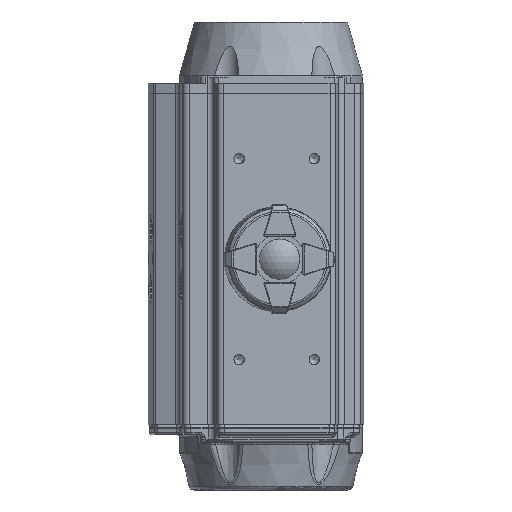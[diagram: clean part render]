
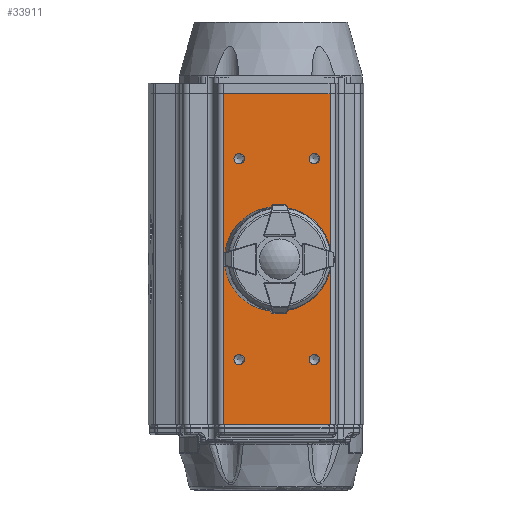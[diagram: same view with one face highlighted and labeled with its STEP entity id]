
A CAD part, left-side view. The second image highlights one B-rep face of the part: STEP entity #33911.
In plain terms, the highlighted face is planar.
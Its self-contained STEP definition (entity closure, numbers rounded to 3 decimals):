
#4237=LINE('',#82100,#6199);
#4249=LINE('',#82155,#6211);
#4266=LINE('',#82215,#6228);
#4267=LINE('',#82217,#6229);
#6199=VECTOR('',#45191,1000.);
#6211=VECTOR('',#45235,1000.);
#6228=VECTOR('',#45292,1000.);
#6229=VECTOR('',#45295,1000.);
#16452=ORIENTED_EDGE('',*,*,#21356,.F.);
#16453=ORIENTED_EDGE('',*,*,#21410,.T.);
#16454=ORIENTED_EDGE('',*,*,#21383,.T.);
#16455=ORIENTED_EDGE('',*,*,#21409,.F.);
#16456=ORIENTED_EDGE('',*,*,#21305,.T.);
#16457=ORIENTED_EDGE('',*,*,#21307,.T.);
#16458=ORIENTED_EDGE('',*,*,#21309,.T.);
#16459=ORIENTED_EDGE('',*,*,#21311,.T.);
#16460=ORIENTED_EDGE('',*,*,#21313,.T.);
#21305=EDGE_CURVE('',#24568,#24568,#26024,.T.);
#21307=EDGE_CURVE('',#24570,#24570,#26026,.T.);
#21309=EDGE_CURVE('',#24572,#24572,#26028,.T.);
#21311=EDGE_CURVE('',#24574,#24574,#26030,.T.);
#21313=EDGE_CURVE('',#24576,#24576,#26032,.T.);
#21356=EDGE_CURVE('',#24632,#24633,#4237,.T.);
#21383=EDGE_CURVE('',#24660,#24659,#4249,.T.);
#21409=EDGE_CURVE('',#24633,#24659,#4266,.T.);
#21410=EDGE_CURVE('',#24632,#24660,#4267,.T.);
#24568=VERTEX_POINT('',#81941);
#24570=VERTEX_POINT('',#81946);
#24572=VERTEX_POINT('',#81951);
#24574=VERTEX_POINT('',#81956);
#24576=VERTEX_POINT('',#81961);
#24632=VERTEX_POINT('',#82099);
#24633=VERTEX_POINT('',#82101);
#24659=VERTEX_POINT('',#82154);
#24660=VERTEX_POINT('',#82156);
#26024=CIRCLE('',#37165,11.25);
#26026=CIRCLE('',#37168,2.067);
#26028=CIRCLE('',#37171,2.067);
#26030=CIRCLE('',#37174,2.067);
#26032=CIRCLE('',#37177,2.067);
#28564=EDGE_LOOP('',(#16452,#16453,#16454,#16455));
#28565=EDGE_LOOP('',(#16456));
#28566=EDGE_LOOP('',(#16457));
#28567=EDGE_LOOP('',(#16458));
#28568=EDGE_LOOP('',(#16459));
#28569=EDGE_LOOP('',(#16460));
#31116=FACE_BOUND('',#28564,.T.);
#31117=FACE_BOUND('',#28565,.T.);
#31118=FACE_BOUND('',#28566,.T.);
#31119=FACE_BOUND('',#28567,.T.);
#31120=FACE_BOUND('',#28568,.T.);
#31121=FACE_BOUND('',#28569,.T.);
#31865=PLANE('',#37284);
#33911=ADVANCED_FACE('',(#31116,#31117,#31118,#31119,#31120,#31121),#31865,
 .T.);
#37165=AXIS2_PLACEMENT_3D('',#81940,#45017,#45018);
#37168=AXIS2_PLACEMENT_3D('',#81945,#45023,#45024);
#37171=AXIS2_PLACEMENT_3D('',#81950,#45029,#45030);
#37174=AXIS2_PLACEMENT_3D('',#81955,#45035,#45036);
#37177=AXIS2_PLACEMENT_3D('',#81960,#45041,#45042);
#37284=AXIS2_PLACEMENT_3D('',#82216,#45293,#45294);
#45017=DIRECTION('',(0.,-1.,0.));
#45018=DIRECTION('',(-1.,0.,0.));
#45023=DIRECTION('',(0.,-1.,0.));
#45024=DIRECTION('',(-1.,0.,0.));
#45029=DIRECTION('',(0.,-1.,0.));
#45030=DIRECTION('',(-1.,0.,0.));
#45035=DIRECTION('',(0.,-1.,0.));
#45036=DIRECTION('',(-1.,0.,0.));
#45041=DIRECTION('',(0.,-1.,0.));
#45042=DIRECTION('',(-1.,0.,0.));
#45191=DIRECTION('',(-1.,0.,0.));
#45235=DIRECTION('',(-1.,0.,0.));
#45292=DIRECTION('',(0.,0.,-1.));
#45293=DIRECTION('',(0.,1.,0.));
#45294=DIRECTION('',(1.,0.,0.));
#45295=DIRECTION('',(0.,0.,-1.));
#81940=CARTESIAN_POINT('',(0.,44.529,66.));
#81941=CARTESIAN_POINT('',(-11.25,44.529,66.));
#81945=CARTESIAN_POINT('',(15.,44.529,26.));
#81946=CARTESIAN_POINT('',(12.933,44.529,26.));
#81950=CARTESIAN_POINT('',(-15.,44.529,26.));
#81951=CARTESIAN_POINT('',(-17.067,44.529,26.));
#81955=CARTESIAN_POINT('',(-15.,44.529,106.));
#81956=CARTESIAN_POINT('',(-17.067,44.529,106.));
#81960=CARTESIAN_POINT('',(15.,44.529,106.));
#81961=CARTESIAN_POINT('',(12.933,44.529,106.));
#82099=CARTESIAN_POINT('',(21.249,44.529,132.));
#82100=CARTESIAN_POINT('',(5.25,44.529,132.));
#82101=CARTESIAN_POINT('',(-21.249,44.529,132.));
#82154=CARTESIAN_POINT('',(-21.249,44.529,0.));
#82155=CARTESIAN_POINT('',(5.25,44.529,0.));
#82156=CARTESIAN_POINT('',(21.249,44.529,0.));
#82215=CARTESIAN_POINT('',(-21.249,44.529,0.));
#82216=CARTESIAN_POINT('',(21.249,44.529,0.));
#82217=CARTESIAN_POINT('',(21.249,44.529,0.));
